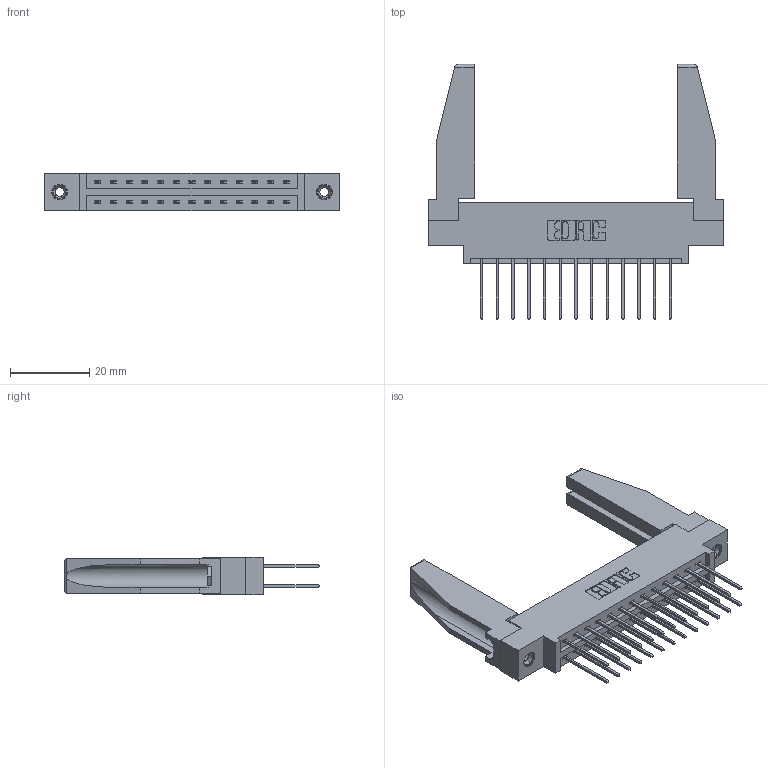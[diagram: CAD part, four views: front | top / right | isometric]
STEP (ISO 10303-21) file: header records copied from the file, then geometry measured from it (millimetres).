
FILE_DESCRIPTION (( 'STEP AP203' ), '1' );
FILE_NAME ('337-026-540-878.STEP', '2019-10-10T21:48:10', ( '' ), ( '' ), 'SwSTEP 2.0', 'SolidWorks 2016', '' );
FILE_SCHEMA (( 'CONFIG_CONTROL_DESIGN' ));
Length unit declared in the file: inch
Products named in the file (5): 345-292-001_345-293-140; 337-026-540-878; 345-250-001_345-250-001-102; 337 Part_0.170 Offset - 0.156 Dia-TI; 307-220-078
Assembly tree (31 placements, depth 2):
  337-026-540-878
    337 Part_0.170 Offset - 0.156 Dia-TI
    345-292-001_345-293-140  x26
    345-250-001_345-250-001-102  x2
    307-220-078  x2
Bounding box: 74.52 x 64.27 x 9.4 mm (x, y, z)
Volume: 11442.3 mm3; surface area: 12564.9 mm2
Topology: 31 solids, 31 shells, 1652 faces, 4839 edges, 3182 vertices
Faces by surface type: plane 1146, cylinder 490, cone 12, torus 4
Entity records: 16420 total; most frequent: CARTESIAN_POINT 2792, ORIENTED_EDGE 2684, DIRECTION 2434, EDGE_CURVE 1342, LINE 1176, VECTOR 1176, VERTEX_POINT 888, AXIS2_PLACEMENT_3D 629
